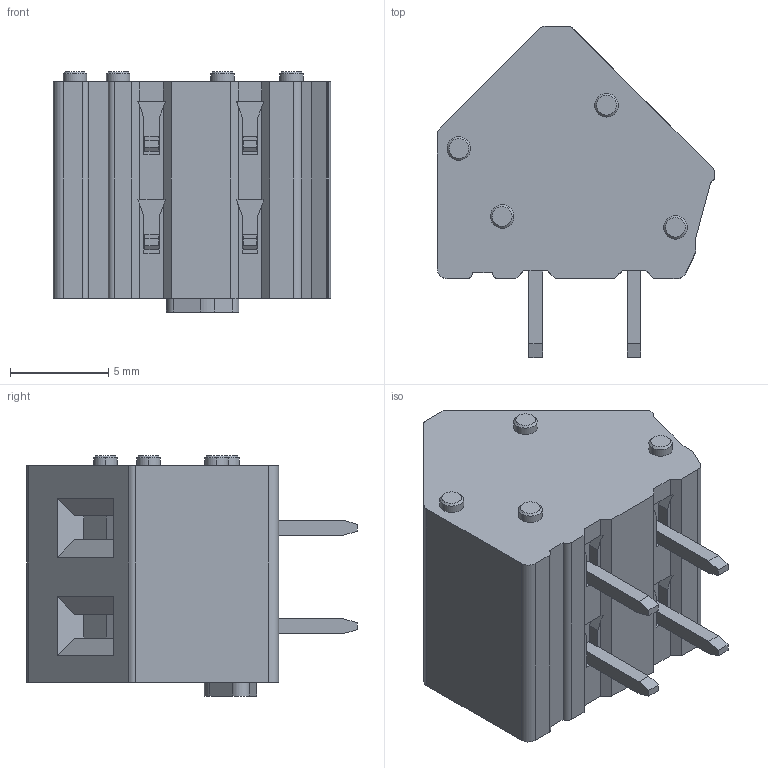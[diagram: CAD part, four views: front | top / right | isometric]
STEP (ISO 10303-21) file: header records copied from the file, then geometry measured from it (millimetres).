
FILE_DESCRIPTION((''),'2;1');
FILE_NAME('WJ245-500-02P','2019-05-08T',('Administrator'),(''),'CREO PARAMETRIC BY PTC INC, 2016380','CREO PARAMETRIC BY PTC INC, 2016380','');
FILE_SCHEMA(('CONFIG_CONTROL_DESIGN'));
Length unit declared in the file: millimetre
Products named in the file (1): WJ245-500-02P
Bounding box: 14.1 x 16.8 x 12.2 mm (x, y, z)
Volume: 1282 mm3; surface area: 1257.2 mm2
Topology: 1 solids, 1 shells, 267 faces, 703 edges, 454 vertices
Faces by surface type: plane 164, cylinder 77, cone 26
Entity records: 8302 total; most frequent: CARTESIAN_POINT 1426, DIRECTION 1404, ORIENTED_EDGE 1402, EDGE_CURVE 701, VECTOR 528, LINE 528, VERTEX_POINT 454, AXIS2_PLACEMENT_3D 438
